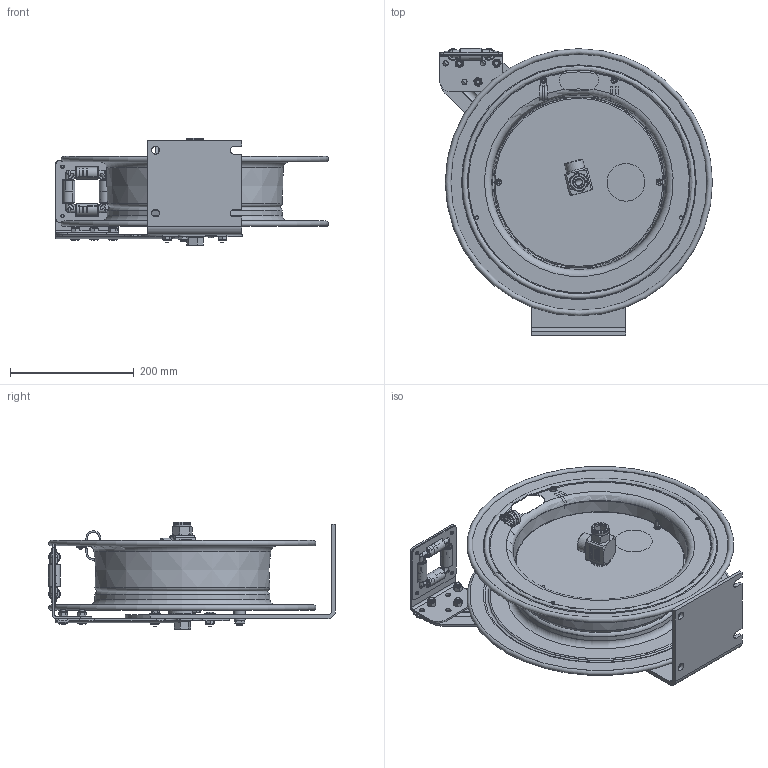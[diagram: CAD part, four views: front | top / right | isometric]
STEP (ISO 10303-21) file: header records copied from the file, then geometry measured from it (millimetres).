
FILE_DESCRIPTION(/* description */ (''),/* implementation_level */ '2;1');
FILE_NAME(/* name */ 'EZ-P-MP-425_SHARED.stp',/* time_stamp */ '2020-01-16T11:45:16-07:00',/* author */ ('NMelton'),/* organization */ (''),/* preprocessor_version */ 'ST-DEVELOPER v17',/* originating_system */ 'Autodesk Inventor 2019',/* authorisation */ '');
FILE_SCHEMA (('AUTOMOTIVE_DESIGN { 1 0 10303 214 3 1 1 }'));
Products named in the file (1): EZ-P-MP-425_SHARED
Bounding box: 441 x 464.08 x 174.5 mm (x, y, z)
Surface area: 1069788.9 mm2 (no closed solid volume)
Topology: 0 solids, 221 shells, 1835 faces, 9601 edges, 7774 vertices
Faces by surface type: plane 989, cylinder 445, cone 151, bspline 126, torus 85, sphere 39
Full cylindrical faces by diameter (mm): 3.962 x2, 4.699 x4, 4.826 x4, 5.08 x2, 5.556 x4, 5.588 x4, 6.35 x4, 7.925 x1, 7.938 x3, 8.636 x3, 8.731 x4, 9.525 x1, 11.176 x1, 11.43 x3, 12.192 x8, 12.7 x2, 15.875 x1, 19.05 x5, 25.324 x1, 26.314 x1, 27.94 x2, 28.575 x1, 30.15 x1, 31.623 x1, 44.044 x1, 60.96 x1, 274.574 x1
Entity records: 102716 total; most frequent: CARTESIAN_POINT 30830, ORIENTED_EDGE 12873, DIRECTION 12709, EDGE_CURVE 9558, VERTEX_POINT 7774, LINE 5375, VECTOR 5375, AXIS2_PLACEMENT_3D 3667
